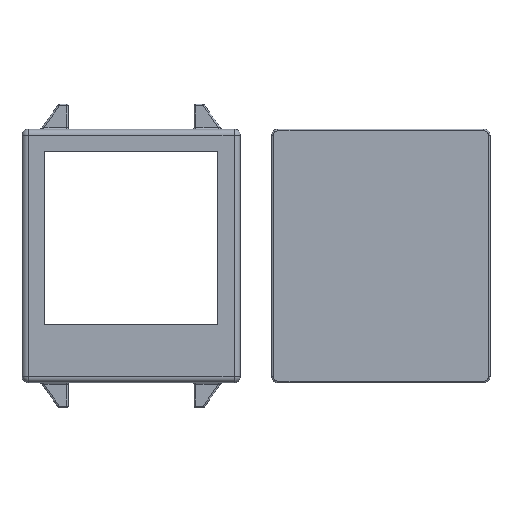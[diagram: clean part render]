
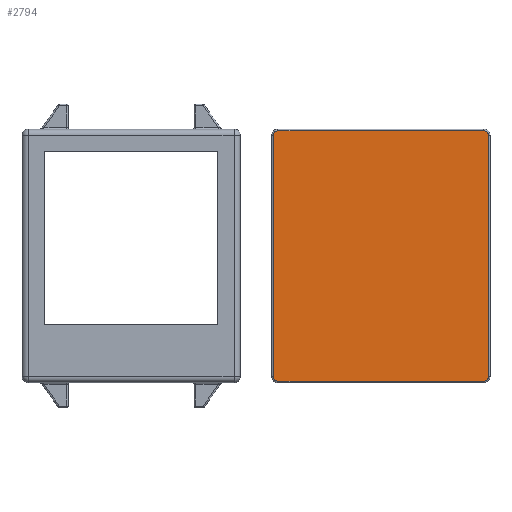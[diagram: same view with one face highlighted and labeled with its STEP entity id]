
A CAD part, top view. The second image highlights one B-rep face of the part: STEP entity #2794.
In plain terms, the highlighted planar face has unit normal (0, 0, 1).
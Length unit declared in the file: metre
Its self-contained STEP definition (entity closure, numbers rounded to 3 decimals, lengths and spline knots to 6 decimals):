
#298=CIRCLE('',#3153,0.00075);
#299=CIRCLE('',#3154,0.00075);
#300=CIRCLE('',#3155,0.00075);
#301=CIRCLE('',#3156,0.00075);
#954=ORIENTED_EDGE('',*,*,#1450,.T.);
#955=ORIENTED_EDGE('',*,*,#1451,.T.);
#956=ORIENTED_EDGE('',*,*,#1452,.T.);
#957=ORIENTED_EDGE('',*,*,#1453,.T.);
#958=ORIENTED_EDGE('',*,*,#1454,.T.);
#959=ORIENTED_EDGE('',*,*,#1455,.T.);
#960=ORIENTED_EDGE('',*,*,#1456,.T.);
#961=ORIENTED_EDGE('',*,*,#1457,.T.);
#1450=EDGE_CURVE('',#1718,#1719,#298,.T.);
#1451=EDGE_CURVE('',#1719,#1720,#1924,.F.);
#1452=EDGE_CURVE('',#1720,#1721,#299,.T.);
#1453=EDGE_CURVE('',#1721,#1722,#1925,.T.);
#1454=EDGE_CURVE('',#1722,#1723,#300,.T.);
#1455=EDGE_CURVE('',#1723,#1724,#1926,.T.);
#1456=EDGE_CURVE('',#1724,#1725,#301,.T.);
#1457=EDGE_CURVE('',#1725,#1718,#1927,.F.);
#1718=VERTEX_POINT('',#4968);
#1719=VERTEX_POINT('',#4969);
#1720=VERTEX_POINT('',#4971);
#1721=VERTEX_POINT('',#4973);
#1722=VERTEX_POINT('',#4975);
#1723=VERTEX_POINT('',#4977);
#1724=VERTEX_POINT('',#4979);
#1725=VERTEX_POINT('',#4981);
#1924=LINE('',#4970,#2134);
#1925=LINE('',#4974,#2135);
#1926=LINE('',#4978,#2136);
#1927=LINE('',#4982,#2137);
#2134=VECTOR('',#3994,1.);
#2135=VECTOR('',#3997,1.);
#2136=VECTOR('',#4000,1.);
#2137=VECTOR('',#4003,1.);
#2336=EDGE_LOOP('',(#954,#955,#956,#957,#958,#959,#960,#961));
#2546=FACE_BOUND('',#2336,.T.);
#2636=PLANE('',#3152);
#2794=ADVANCED_FACE('',(#2546),#2636,.T.);
#3152=AXIS2_PLACEMENT_3D('',#4966,#3990,#3991);
#3153=AXIS2_PLACEMENT_3D('',#4967,#3992,#3993);
#3154=AXIS2_PLACEMENT_3D('',#4972,#3995,#3996);
#3155=AXIS2_PLACEMENT_3D('',#4976,#3998,#3999);
#3156=AXIS2_PLACEMENT_3D('',#4980,#4001,#4002);
#3990=DIRECTION('',(0.,0.,1.));
#3991=DIRECTION('',(1.,0.,0.));
#3992=DIRECTION('',(0.,0.,1.));
#3993=DIRECTION('',(1.,0.,0.));
#3994=DIRECTION('',(1.,0.,0.));
#3995=DIRECTION('',(0.,0.,1.));
#3996=DIRECTION('',(1.,0.,0.));
#3997=DIRECTION('',(0.,-1.,0.));
#3998=DIRECTION('',(0.,0.,1.));
#3999=DIRECTION('',(1.,0.,0.));
#4000=DIRECTION('',(1.,0.,0.));
#4001=DIRECTION('',(0.,0.,1.));
#4002=DIRECTION('',(1.,0.,0.));
#4003=DIRECTION('',(0.,-1.,0.));
#4966=CARTESIAN_POINT('',(0.041559,-0.02089,0.));
#4967=CARTESIAN_POINT('',(0.057959,-0.00168,0.));
#4968=CARTESIAN_POINT('',(0.058709,-0.00168,0.));
#4969=CARTESIAN_POINT('',(0.057959,-0.00093,0.));
#4970=CARTESIAN_POINT('',(0.025159,-0.00093,0.));
#4971=CARTESIAN_POINT('',(0.025159,-0.00093,0.));
#4972=CARTESIAN_POINT('',(0.025159,-0.00168,0.));
#4973=CARTESIAN_POINT('',(0.024409,-0.00168,0.));
#4974=CARTESIAN_POINT('',(0.024409,-0.02089,0.));
#4975=CARTESIAN_POINT('',(0.024409,-0.0401,0.));
#4976=CARTESIAN_POINT('',(0.025159,-0.0401,0.));
#4977=CARTESIAN_POINT('',(0.025159,-0.04085,0.));
#4978=CARTESIAN_POINT('',(0.041559,-0.04085,0.));
#4979=CARTESIAN_POINT('',(0.057959,-0.04085,0.));
#4980=CARTESIAN_POINT('',(0.057959,-0.0401,0.));
#4981=CARTESIAN_POINT('',(0.058709,-0.0401,0.));
#4982=CARTESIAN_POINT('',(0.058709,-0.00168,0.));
